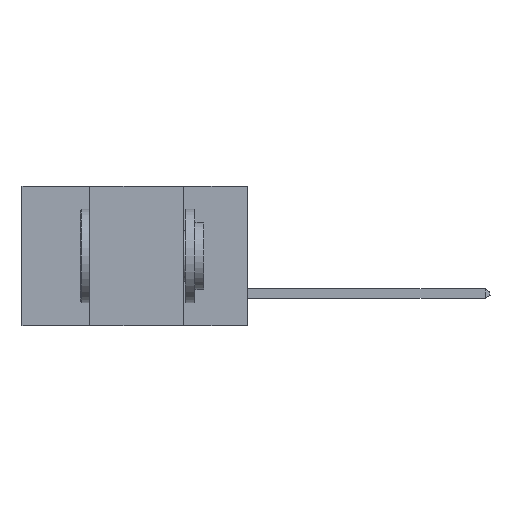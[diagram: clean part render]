
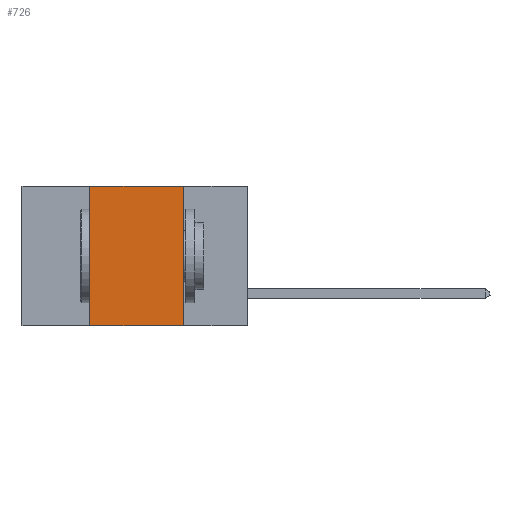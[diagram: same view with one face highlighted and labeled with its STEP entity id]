
A CAD part, left-side view. The second image highlights one B-rep face of the part: STEP entity #726.
In plain terms, the highlighted planar face has unit normal (-1, 0, 0).
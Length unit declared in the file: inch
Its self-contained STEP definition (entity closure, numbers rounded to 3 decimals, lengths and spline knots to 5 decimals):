
#726 = ADVANCED_FACE ( 'NONE', ( #13871 ), #10130, .F. ) ;
#968 = VECTOR ( 'NONE', #8369, 39.37008 ) ;
#1048 = AXIS2_PLACEMENT_3D ( 'NONE', #12554, #15054, #12599 ) ;
#1278 = ORIENTED_EDGE ( 'NONE', *, *, #11050, .F. ) ;
#2263 = ORIENTED_EDGE ( 'NONE', *, *, #15571, .T. ) ;
#2340 = LINE ( 'NONE', #15939, #3516 ) ;
#2402 = CARTESIAN_POINT ( 'NONE',  ( 0., 0.42, -0.37 ) ) ;
#2779 = VECTOR ( 'NONE', #13120, 39.37008 ) ;
#3070 = CARTESIAN_POINT ( 'NONE',  ( 0., 0.42, 0. ) ) ;
#3296 = VERTEX_POINT ( 'NONE', #2402 ) ;
#3516 = VECTOR ( 'NONE', #13617, 39.37008 ) ;
#3849 = LINE ( 'NONE', #3070, #10453 ) ;
#4877 = ORIENTED_EDGE ( 'NONE', *, *, #12977, .F. ) ;
#5103 = CARTESIAN_POINT ( 'NONE',  ( 0., 0.17, -0.37 ) ) ;
#6105 = LINE ( 'NONE', #12797, #2779 ) ;
#6959 = EDGE_CURVE ( 'NONE', #3296, #10881, #3849, .T. ) ;
#7111 = CARTESIAN_POINT ( 'NONE',  ( 0., 0.6, -0.37 ) ) ;
#8369 = DIRECTION ( 'NONE',  ( 0., -1., 0. ) ) ;
#8924 = CARTESIAN_POINT ( 'NONE',  ( 0., 0.42, 0. ) ) ;
#9540 = CARTESIAN_POINT ( 'NONE',  ( 0., 0.17, 0. ) ) ;
#10130 = PLANE ( 'NONE',  #1048 ) ;
#10453 = VECTOR ( 'NONE', #11684, 39.37008 ) ;
#10485 = LINE ( 'NONE', #7111, #968 ) ;
#10881 = VERTEX_POINT ( 'NONE', #8924 ) ;
#11050 = EDGE_CURVE ( 'NONE', #10881, #15647, #2340, .T. ) ;
#11684 = DIRECTION ( 'NONE',  ( 0., 0., 1. ) ) ;
#12554 = CARTESIAN_POINT ( 'NONE',  ( 0., 0.6, 0. ) ) ;
#12599 = DIRECTION ( 'NONE',  ( 0., 0., -1. ) ) ;
#12797 = CARTESIAN_POINT ( 'NONE',  ( 0., 0.17, 0. ) ) ;
#12977 = EDGE_CURVE ( 'NONE', #15647, #13575, #6105, .T. ) ;
#13120 = DIRECTION ( 'NONE',  ( 0., 0., -1. ) ) ;
#13575 = VERTEX_POINT ( 'NONE', #5103 ) ;
#13617 = DIRECTION ( 'NONE',  ( 0., -1., 0. ) ) ;
#13871 = FACE_OUTER_BOUND ( 'NONE', #14215, .T. ) ;
#14215 = EDGE_LOOP ( 'NONE', ( #4877, #1278, #15730, #2263 ) ) ;
#15054 = DIRECTION ( 'NONE',  ( 1., 0., 0. ) ) ;
#15571 = EDGE_CURVE ( 'NONE', #3296, #13575, #10485, .T. ) ;
#15647 = VERTEX_POINT ( 'NONE', #9540 ) ;
#15730 = ORIENTED_EDGE ( 'NONE', *, *, #6959, .F. ) ;
#15939 = CARTESIAN_POINT ( 'NONE',  ( 0., 0.6, 0. ) ) ;
